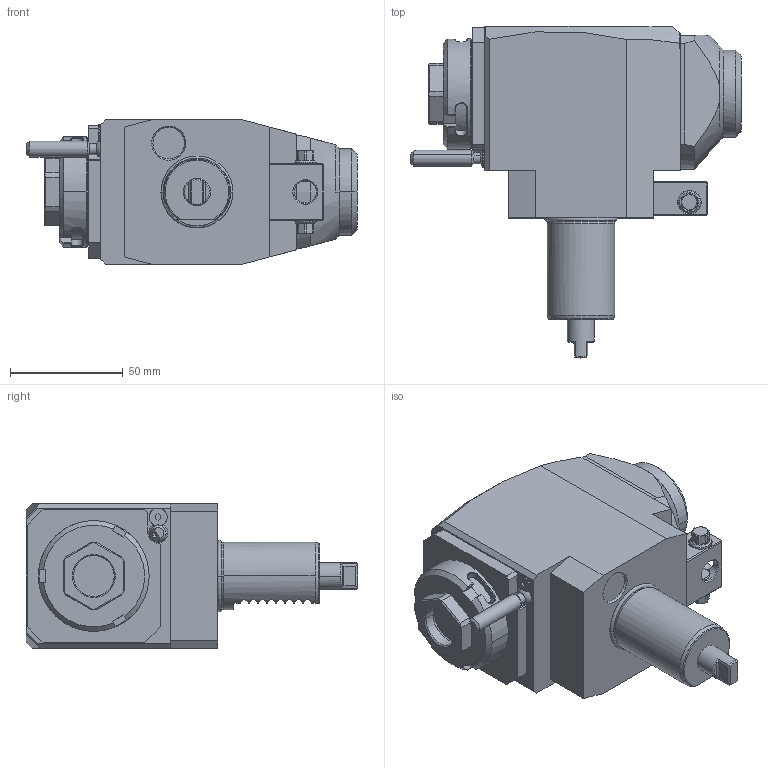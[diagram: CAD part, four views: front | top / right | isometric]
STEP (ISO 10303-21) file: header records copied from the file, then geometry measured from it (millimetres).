
FILE_DESCRIPTION((''),'2;1');
FILE_NAME('NGT1_30_225_25_3_2_55TC','2024-03-27T',('vali'),('NOVA GRUP'),'PRO/ENGINEER BY PARAMETRIC TECHNOLOGY CORPORATION, 2010280','PRO/ENGINEER BY PARAMETRIC TECHNOLOGY CORPORATION, 2010280','');
FILE_SCHEMA(('CONFIG_CONTROL_DESIGN'));
Length unit declared in the file: millimetre
Products named in the file (1): NGT1_30_225_25_3_2_55TC
Bounding box: 146.38 x 147 x 64 mm (x, y, z)
Volume: 561765.8 mm3; surface area: 50805.1 mm2
Topology: 1 solids, 2 shells, 350 faces, 927 edges, 596 vertices
Faces by surface type: plane 186, cylinder 90, cone 61, bspline 6, torus 5, sphere 2
Entity records: 13671 total; most frequent: CARTESIAN_POINT 5169, ORIENTED_EDGE 1854, DIRECTION 1640, EDGE_CURVE 927, VERTEX_POINT 596, AXIS2_PLACEMENT_3D 572, VECTOR 496, LINE 496
